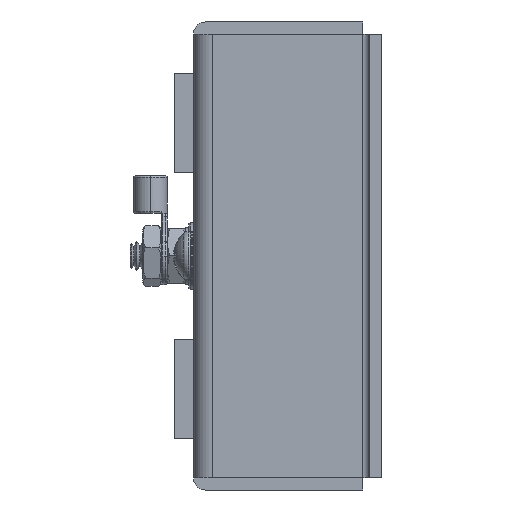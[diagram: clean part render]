
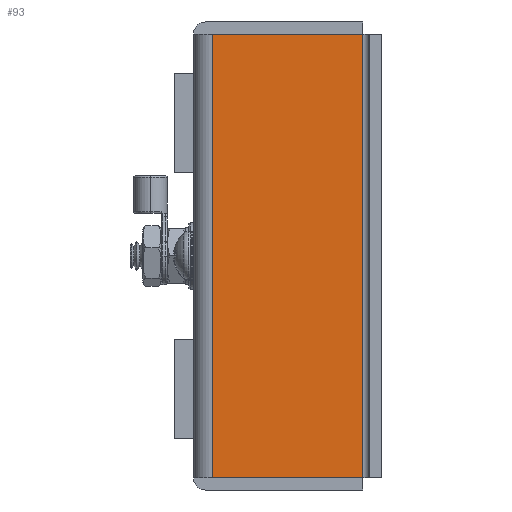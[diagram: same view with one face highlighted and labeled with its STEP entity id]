
A CAD part, left-side view. The second image highlights one B-rep face of the part: STEP entity #93.
In plain terms, the highlighted planar face has unit normal (-1, 0, 0).
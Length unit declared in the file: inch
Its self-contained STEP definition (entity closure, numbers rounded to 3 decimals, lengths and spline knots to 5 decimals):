
#71 = EDGE_CURVE ( 'NONE', #6419, #6422, #3335, .T. ) ;
#93 = ADVANCED_FACE ( 'NONE', ( #3362 ), #20922, .F. ) ;
#1587 = VERTEX_POINT ( 'NONE', #22484 ) ;
#1588 = VERTEX_POINT ( 'NONE', #22483 ) ;
#3335 = LINE ( 'NONE', #20741, #3338 ) ;
#3338 = VECTOR ( 'NONE', #20677, 39.37008 ) ;
#3362 = FACE_OUTER_BOUND ( 'NONE', #6503, .T. ) ;
#4008 = CARTESIAN_POINT ( 'NONE',  ( -1.6, -1.125, 1.475 ) ) ;
#4009 = DIRECTION ( 'NONE',  ( 0., 0., -1. ) ) ;
#4096 = CARTESIAN_POINT ( 'NONE',  ( -1.6, -0.125, 1.475 ) ) ;
#4097 = DIRECTION ( 'NONE',  ( 0., 0., -1. ) ) ;
#4273 = CARTESIAN_POINT ( 'NONE',  ( -1.6, -0.125, -1.475 ) ) ;
#4274 = DIRECTION ( 'NONE',  ( 0., -1., 0. ) ) ;
#6419 = VERTEX_POINT ( 'NONE', #7508 ) ;
#6422 = VERTEX_POINT ( 'NONE', #7505 ) ;
#6503 = EDGE_LOOP ( 'NONE', ( #18025, #18024, #18027, #18037 ) ) ;
#7505 = CARTESIAN_POINT ( 'NONE',  ( -1.6, -1.125, 1.475 ) ) ;
#7508 = CARTESIAN_POINT ( 'NONE',  ( -1.6, -0.125, 1.475 ) ) ;
#9595 = AXIS2_PLACEMENT_3D ( 'NONE', #20924, #20921, #20920 ) ;
#11219 = LINE ( 'NONE', #4008, #11222 ) ;
#11222 = VECTOR ( 'NONE', #4009, 39.37008 ) ;
#11261 = LINE ( 'NONE', #4096, #11263 ) ;
#11263 = VECTOR ( 'NONE', #4097, 39.37008 ) ;
#11320 = LINE ( 'NONE', #4273, #11322 ) ;
#11322 = VECTOR ( 'NONE', #4274, 39.37008 ) ;
#18024 = ORIENTED_EDGE ( 'NONE', *, *, #21237, .F. ) ;
#18025 = ORIENTED_EDGE ( 'NONE', *, *, #21306, .T. ) ;
#18027 = ORIENTED_EDGE ( 'NONE', *, *, #71, .F. ) ;
#18037 = ORIENTED_EDGE ( 'NONE', *, *, #21263, .T. ) ;
#20677 = DIRECTION ( 'NONE',  ( 0., -1., 0. ) ) ;
#20741 = CARTESIAN_POINT ( 'NONE',  ( -1.6, -0.125, 1.475 ) ) ;
#20920 = DIRECTION ( 'NONE',  ( 0., 1., 0. ) ) ;
#20921 = DIRECTION ( 'NONE',  ( 1., 0., 0. ) ) ;
#20922 = PLANE ( 'NONE',  #9595 ) ;
#20924 = CARTESIAN_POINT ( 'NONE',  ( -1.6, -0.125, 1.475 ) ) ;
#21237 = EDGE_CURVE ( 'NONE', #6422, #1587, #11219, .T. ) ;
#21263 = EDGE_CURVE ( 'NONE', #6419, #1588, #11261, .T. ) ;
#21306 = EDGE_CURVE ( 'NONE', #1588, #1587, #11320, .T. ) ;
#22483 = CARTESIAN_POINT ( 'NONE',  ( -1.6, -0.125, -1.475 ) ) ;
#22484 = CARTESIAN_POINT ( 'NONE',  ( -1.6, -1.125, -1.475 ) ) ;
